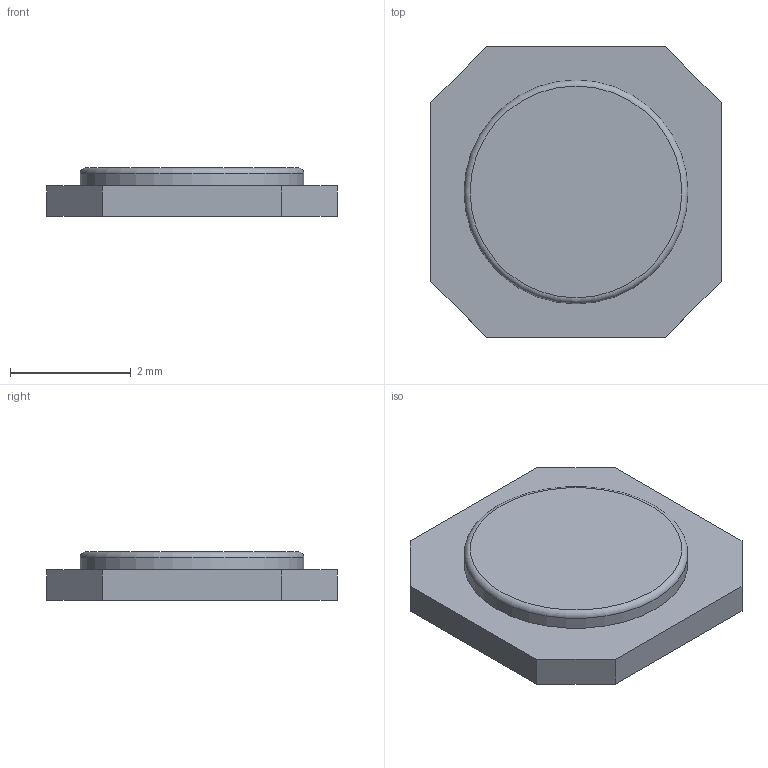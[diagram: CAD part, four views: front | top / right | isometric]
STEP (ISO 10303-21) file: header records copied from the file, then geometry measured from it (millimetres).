
FILE_DESCRIPTION(('FreeCAD Model'),'2;1');
FILE_NAME( 'TactileMembrane_4.8mm_4.8mm.step', '2021-01-19T23:42:20',('Author'),(''), 'Open CASCADE STEP processor 7.3','FreeCAD','Unknown');
FILE_SCHEMA(('AUTOMOTIVE_DESIGN { 1 0 10303 214 1 1 1 1 }'));
Length unit declared in the file: millimetre
Products named in the file (1): Button
Bounding box: 4.8 x 4.8 x 0.8 mm (x, y, z)
Volume: 13.9 mm3; surface area: 54.2 mm2
Topology: 1 solids, 1 shells, 13 faces, 29 edges, 19 vertices
Faces by surface type: plane 11, cylinder 1, torus 1
Full cylindrical faces by diameter (mm): 3.7 x1
Entity records: 380 total; most frequent: CARTESIAN_POINT 62, DIRECTION 61, ORIENTED_EDGE 58, EDGE_CURVE 29, LINE 25, VECTOR 25, VERTEX_POINT 19, AXIS2_PLACEMENT_3D 18
